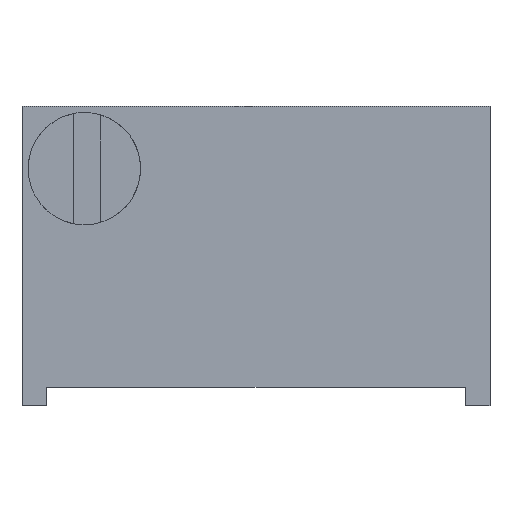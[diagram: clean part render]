
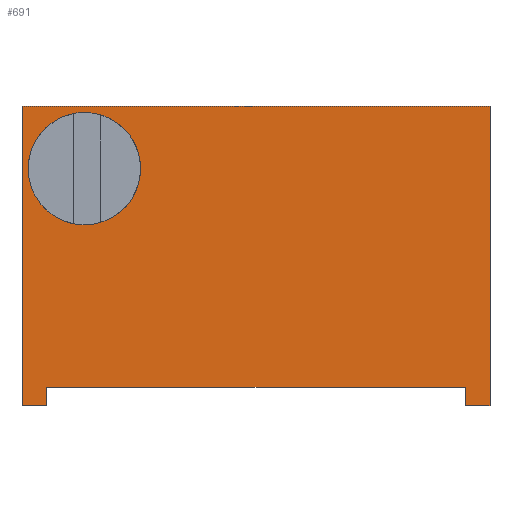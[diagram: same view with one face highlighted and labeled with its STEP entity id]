
A CAD part, left-side view. The second image highlights one B-rep face of the part: STEP entity #691.
In plain terms, the highlighted planar face has unit normal (-1, 0, 0).
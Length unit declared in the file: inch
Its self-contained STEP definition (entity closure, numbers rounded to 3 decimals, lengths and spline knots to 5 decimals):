
#9=DIRECTION('',(0.,-1.,0.));
#10=VECTOR('',#9,0.33505);
#11=CARTESIAN_POINT('',(0.,-0.01997,0.));
#12=LINE('',#11,#10);
#69=DIRECTION('',(0.,1.,0.));
#70=VECTOR('',#69,0.375);
#71=CARTESIAN_POINT('',(0.,-0.375,0.225));
#72=LINE('',#71,#70);
#85=DIRECTION('',(0.,1.,0.));
#86=VECTOR('',#85,0.01997);
#87=CARTESIAN_POINT('',(0.,-0.01997,-0.015));
#88=LINE('',#87,#86);
#97=DIRECTION('',(0.,1.,0.));
#98=VECTOR('',#97,0.01997);
#99=CARTESIAN_POINT('',(0.,-0.375,-0.015));
#100=LINE('',#99,#98);
#145=CARTESIAN_POINT('',(0.,-0.05,0.175));
#146=DIRECTION('',(-1.,0.,0.));
#147=DIRECTION('',(0.,0.,-1.));
#148=AXIS2_PLACEMENT_3D('',#145,#146,#147);
#150=CARTESIAN_POINT('',(0.,-0.05,0.175));
#151=DIRECTION('',(-1.,0.,0.));
#152=DIRECTION('',(0.,0.,1.));
#153=AXIS2_PLACEMENT_3D('',#150,#151,#152);
#155=DIRECTION('',(0.,0.,-1.));
#156=VECTOR('',#155,0.015);
#157=CARTESIAN_POINT('',(0.,-0.01997,0.));
#158=LINE('',#157,#156);
#159=DIRECTION('',(0.,0.,1.));
#160=VECTOR('',#159,0.24);
#161=CARTESIAN_POINT('',(0.,0.,-0.015));
#162=LINE('',#161,#160);
#241=DIRECTION('',(0.,0.,1.));
#242=VECTOR('',#241,0.24);
#243=CARTESIAN_POINT('',(0.,-0.375,-0.015));
#244=LINE('',#243,#242);
#373=DIRECTION('',(0.,0.,-1.));
#374=VECTOR('',#373,0.015);
#375=CARTESIAN_POINT('',(0.,-0.35503,0.));
#376=LINE('',#375,#374);
#381=CARTESIAN_POINT('',(0.,0.,-0.015));
#383=VERTEX_POINT('',#381);
#387=CARTESIAN_POINT('',(0.,-0.01997,-0.015));
#388=VERTEX_POINT('',#387);
#389=CARTESIAN_POINT('',(0.,-0.375,-0.015));
#390=CARTESIAN_POINT('',(0.,-0.35503,-0.015));
#391=VERTEX_POINT('',#389);
#392=VERTEX_POINT('',#390);
#417=CARTESIAN_POINT('',(0.,-0.01997,0.));
#418=VERTEX_POINT('',#417);
#419=CARTESIAN_POINT('',(0.,-0.35503,0.));
#421=VERTEX_POINT('',#419);
#453=CARTESIAN_POINT('',(0.,-0.05,0.13));
#454=CARTESIAN_POINT('',(0.,-0.05,0.22));
#455=VERTEX_POINT('',#453);
#456=VERTEX_POINT('',#454);
#497=CARTESIAN_POINT('',(0.,0.,0.225));
#498=VERTEX_POINT('',#497);
#499=CARTESIAN_POINT('',(0.,-0.375,0.225));
#500=VERTEX_POINT('',#499);
#667=CARTESIAN_POINT('',(0.,0.,0.));
#668=DIRECTION('',(-1.,0.,0.));
#669=DIRECTION('',(0.,-1.,0.));
#670=AXIS2_PLACEMENT_3D('',#667,#668,#669);
#671=PLANE('',#670);
#672=ORIENTED_EDGE('',*,*,#588,.F.);
#674=ORIENTED_EDGE('',*,*,#673,.F.);
#675=ORIENTED_EDGE('',*,*,#626,.T.);
#677=ORIENTED_EDGE('',*,*,#676,.F.);
#678=ORIENTED_EDGE('',*,*,#510,.F.);
#680=ORIENTED_EDGE('',*,*,#679,.T.);
#681=ORIENTED_EDGE('',*,*,#613,.T.);
#682=ORIENTED_EDGE('',*,*,#555,.T.);
#683=EDGE_LOOP('',(#672,#674,#675,#677,#678,#680,#681,#682));
#684=FACE_OUTER_BOUND('',#683,.F.);
#686=ORIENTED_EDGE('',*,*,#685,.T.);
#688=ORIENTED_EDGE('',*,*,#687,.T.);
#689=EDGE_LOOP('',(#686,#688));
#690=FACE_BOUND('',#689,.F.);
#691=ADVANCED_FACE('',(#684,#690),#671,.T.);
#149=CIRCLE('',#148,0.045);
#154=CIRCLE('',#153,0.045);
#510=EDGE_CURVE('',#418,#421,#12,.T.);
#555=EDGE_CURVE('',#383,#498,#162,.T.);
#588=EDGE_CURVE('',#500,#498,#72,.T.);
#613=EDGE_CURVE('',#388,#383,#88,.T.);
#626=EDGE_CURVE('',#391,#392,#100,.T.);
#673=EDGE_CURVE('',#391,#500,#244,.T.);
#676=EDGE_CURVE('',#421,#392,#376,.T.);
#679=EDGE_CURVE('',#418,#388,#158,.T.);
#685=EDGE_CURVE('',#455,#456,#149,.T.);
#687=EDGE_CURVE('',#456,#455,#154,.T.);
